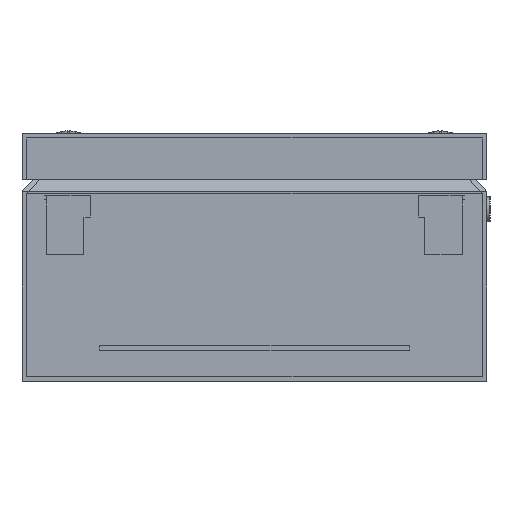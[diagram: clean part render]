
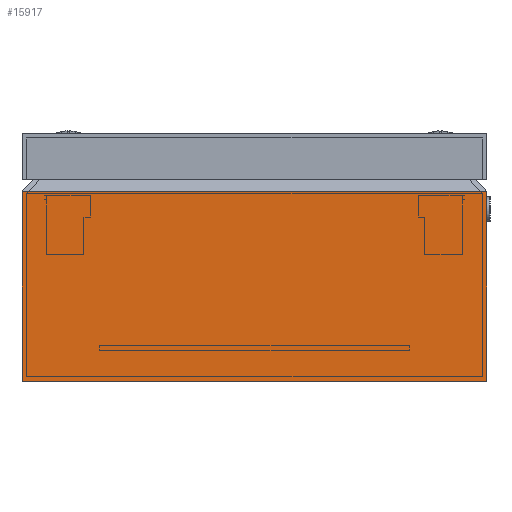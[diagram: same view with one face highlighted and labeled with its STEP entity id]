
A CAD part, left-side view. The second image highlights one B-rep face of the part: STEP entity #15917.
In plain terms, the highlighted planar face has unit normal (-1, 0, 0).
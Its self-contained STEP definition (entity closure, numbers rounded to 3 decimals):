
#52 = LINE ( 'NONE', #6894, #18224 ) ;
#182 = VERTEX_POINT ( 'NONE', #17384 ) ;
#479 = VECTOR ( 'NONE', #20250, 1000. ) ;
#1323 = DIRECTION ( 'NONE',  ( 0., 1., 0. ) ) ;
#1394 = CARTESIAN_POINT ( 'NONE',  ( 0., 150., 61.167 ) ) ;
#2292 = CARTESIAN_POINT ( 'NONE',  ( 0., 0., 0. ) ) ;
#2690 = LINE ( 'NONE', #4465, #479 ) ;
#2880 = ORIENTED_EDGE ( 'NONE', *, *, #5597, .F. ) ;
#3914 = LINE ( 'NONE', #10814, #5104 ) ;
#4062 = FACE_OUTER_BOUND ( 'NONE', #6024, .T. ) ;
#4404 = PLANE ( 'NONE',  #14779 ) ;
#4465 = CARTESIAN_POINT ( 'NONE',  ( 0., 150., 0. ) ) ;
#5009 = LINE ( 'NONE', #16833, #7403 ) ;
#5104 = VECTOR ( 'NONE', #19664, 1000. ) ;
#5139 = CARTESIAN_POINT ( 'NONE',  ( 0., 150., 0. ) ) ;
#5597 = EDGE_CURVE ( 'NONE', #20022, #13896, #2690, .T. ) ;
#6024 = EDGE_LOOP ( 'NONE', ( #9465, #2880, #10397, #10255 ) ) ;
#6894 = CARTESIAN_POINT ( 'NONE',  ( 0., 0., 0. ) ) ;
#7403 = VECTOR ( 'NONE', #1323, 1000. ) ;
#9199 = EDGE_CURVE ( 'NONE', #11968, #182, #52, .T. ) ;
#9465 = ORIENTED_EDGE ( 'NONE', *, *, #18996, .T. ) ;
#10255 = ORIENTED_EDGE ( 'NONE', *, *, #9199, .T. ) ;
#10397 = ORIENTED_EDGE ( 'NONE', *, *, #10522, .F. ) ;
#10522 = EDGE_CURVE ( 'NONE', #11968, #20022, #5009, .T. ) ;
#10814 = CARTESIAN_POINT ( 'NONE',  ( 0., 0., 61.167 ) ) ;
#10971 = DIRECTION ( 'NONE',  ( -1., 0., 0. ) ) ;
#11968 = VERTEX_POINT ( 'NONE', #2292 ) ;
#13818 = DIRECTION ( 'NONE',  ( 0., 0., 1. ) ) ;
#13896 = VERTEX_POINT ( 'NONE', #1394 ) ;
#14779 = AXIS2_PLACEMENT_3D ( 'NONE', #16097, #10971, #21715 ) ;
#15917 = ADVANCED_FACE ( 'NONE', ( #4062 ), #4404, .T. ) ;
#16097 = CARTESIAN_POINT ( 'NONE',  ( 0., 0., 0. ) ) ;
#16833 = CARTESIAN_POINT ( 'NONE',  ( 0., 0., 0. ) ) ;
#17384 = CARTESIAN_POINT ( 'NONE',  ( 0., 0., 61.167 ) ) ;
#18224 = VECTOR ( 'NONE', #13818, 1000. ) ;
#18996 = EDGE_CURVE ( 'NONE', #182, #13896, #3914, .T. ) ;
#19664 = DIRECTION ( 'NONE',  ( 0., 1., 0. ) ) ;
#20022 = VERTEX_POINT ( 'NONE', #5139 ) ;
#20250 = DIRECTION ( 'NONE',  ( 0., 0., 1. ) ) ;
#21715 = DIRECTION ( 'NONE',  ( 0., 0., 1. ) ) ;
